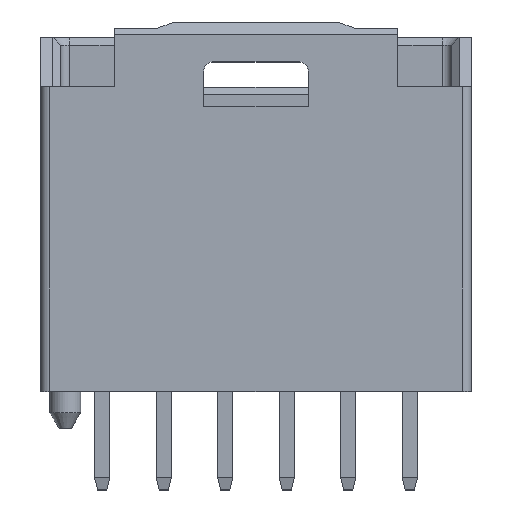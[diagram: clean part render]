
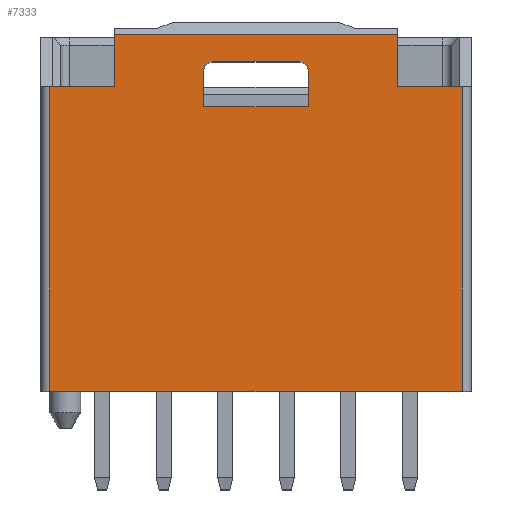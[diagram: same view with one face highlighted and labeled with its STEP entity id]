
A CAD part, top view. The second image highlights one B-rep face of the part: STEP entity #7333.
In plain terms, the highlighted planar face has unit normal (0, 0, 1).
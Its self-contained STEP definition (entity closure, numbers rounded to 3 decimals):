
#2246=DIRECTION('',(0.,-1.,0.));
#2247=VECTOR('',#2246,1.15);
#2248=CARTESIAN_POINT('',(-1.7,2.825,4.4));
#2249=LINE('',#2248,#2247);
#2250=DIRECTION('',(1.,0.,0.));
#2251=VECTOR('',#2250,3.4);
#2252=CARTESIAN_POINT('',(-1.7,1.675,4.4));
#2253=LINE('',#2252,#2251);
#2254=DIRECTION('',(0.,1.,0.));
#2255=VECTOR('',#2254,1.15);
#2256=CARTESIAN_POINT('',(1.7,1.675,4.4));
#2257=LINE('',#2256,#2255);
#2258=CARTESIAN_POINT('',(1.4,2.825,4.4));
#2259=DIRECTION('',(0.,0.,1.));
#2260=DIRECTION('',(1.,0.,0.));
#2261=AXIS2_PLACEMENT_3D('',#2258,#2259,#2260);
#2263=DIRECTION('',(-1.,0.,0.));
#2264=VECTOR('',#2263,2.8);
#2265=CARTESIAN_POINT('',(1.4,3.125,4.4));
#2266=LINE('',#2265,#2264);
#2267=CARTESIAN_POINT('',(-1.4,2.825,4.4));
#2268=DIRECTION('',(0.,0.,1.));
#2269=DIRECTION('',(0.,1.,0.));
#2270=AXIS2_PLACEMENT_3D('',#2267,#2268,#2269);
#2272=DIRECTION('',(0.,1.,0.));
#2273=VECTOR('',#2272,9.9);
#2274=CARTESIAN_POINT('',(6.7,-7.575,4.4));
#2275=LINE('',#2274,#2273);
#2276=DIRECTION('',(-1.,0.,0.));
#2277=VECTOR('',#2276,13.4);
#2278=CARTESIAN_POINT('',(6.7,-7.575,4.4));
#2279=LINE('',#2278,#2277);
#2280=DIRECTION('',(0.,1.,0.));
#2281=VECTOR('',#2280,9.9);
#2282=CARTESIAN_POINT('',(-6.7,-7.575,4.4));
#2283=LINE('',#2282,#2281);
#2284=DIRECTION('',(1.,0.,0.));
#2285=VECTOR('',#2284,2.1);
#2286=CARTESIAN_POINT('',(-6.7,2.325,4.4));
#2287=LINE('',#2286,#2285);
#2288=DIRECTION('',(1.,0.,0.));
#2289=VECTOR('',#2288,9.2);
#2290=CARTESIAN_POINT('',(-4.6,4.025,4.4));
#2291=LINE('',#2290,#2289);
#2292=DIRECTION('',(1.,0.,0.));
#2293=VECTOR('',#2292,2.1);
#2294=CARTESIAN_POINT('',(4.6,2.325,4.4));
#2295=LINE('',#2294,#2293);
#2446=DIRECTION('',(0.,-1.,0.));
#2447=VECTOR('',#2446,1.7);
#2448=CARTESIAN_POINT('',(4.6,4.025,4.4));
#2449=LINE('',#2448,#2447);
#2462=DIRECTION('',(0.,-1.,0.));
#2463=VECTOR('',#2462,1.7);
#2464=CARTESIAN_POINT('',(-4.6,4.025,4.4));
#2465=LINE('',#2464,#2463);
#2979=CARTESIAN_POINT('',(6.7,2.325,4.4));
#2981=VERTEX_POINT('',#2979);
#2985=CARTESIAN_POINT('',(6.7,-7.575,4.4));
#2986=VERTEX_POINT('',#2985);
#3005=CARTESIAN_POINT('',(-6.7,2.325,4.4));
#3006=CARTESIAN_POINT('',(-4.6,2.325,4.4));
#3007=VERTEX_POINT('',#3005);
#3008=VERTEX_POINT('',#3006);
#3009=CARTESIAN_POINT('',(4.6,2.325,4.4));
#3010=VERTEX_POINT('',#3009);
#3111=CARTESIAN_POINT('',(-1.7,2.825,4.4));
#3112=CARTESIAN_POINT('',(-1.7,1.675,4.4));
#3113=VERTEX_POINT('',#3111);
#3114=VERTEX_POINT('',#3112);
#3115=CARTESIAN_POINT('',(1.7,1.675,4.4));
#3116=CARTESIAN_POINT('',(1.7,2.825,4.4));
#3117=VERTEX_POINT('',#3115);
#3118=VERTEX_POINT('',#3116);
#3119=CARTESIAN_POINT('',(1.4,3.125,4.4));
#3120=CARTESIAN_POINT('',(-1.4,3.125,4.4));
#3121=VERTEX_POINT('',#3119);
#3122=VERTEX_POINT('',#3120);
#3289=CARTESIAN_POINT('',(-4.6,4.025,4.4));
#3290=CARTESIAN_POINT('',(4.6,4.025,4.4));
#3291=VERTEX_POINT('',#3289);
#3292=VERTEX_POINT('',#3290);
#3725=CARTESIAN_POINT('',(-6.7,-7.575,4.4));
#3726=VERTEX_POINT('',#3725);
#7300=CARTESIAN_POINT('',(0.,0.,4.4));
#7301=DIRECTION('',(0.,0.,1.));
#7302=DIRECTION('',(1.,0.,0.));
#7303=AXIS2_PLACEMENT_3D('',#7300,#7301,#7302);
#7304=PLANE('',#7303);
#7305=ORIENTED_EDGE('',*,*,#7237,.F.);
#7306=ORIENTED_EDGE('',*,*,#3797,.T.);
#7308=ORIENTED_EDGE('',*,*,#7307,.T.);
#7309=ORIENTED_EDGE('',*,*,#7293,.T.);
#7311=ORIENTED_EDGE('',*,*,#7310,.F.);
#7313=ORIENTED_EDGE('',*,*,#7312,.T.);
#7315=ORIENTED_EDGE('',*,*,#7314,.T.);
#7316=ORIENTED_EDGE('',*,*,#7248,.T.);
#7317=EDGE_LOOP('',(#7305,#7306,#7308,#7309,#7311,#7313,#7315,#7316));
#7318=FACE_OUTER_BOUND('',#7317,.F.);
#7320=ORIENTED_EDGE('',*,*,#7319,.T.);
#7322=ORIENTED_EDGE('',*,*,#7321,.T.);
#7324=ORIENTED_EDGE('',*,*,#7323,.T.);
#7326=ORIENTED_EDGE('',*,*,#7325,.T.);
#7328=ORIENTED_EDGE('',*,*,#7327,.T.);
#7330=ORIENTED_EDGE('',*,*,#7329,.T.);
#7331=EDGE_LOOP('',(#7320,#7322,#7324,#7326,#7328,#7330));
#7332=FACE_BOUND('',#7331,.F.);
#7333=ADVANCED_FACE('',(#7318,#7332),#7304,.T.);
#2262=CIRCLE('',#2261,0.3);
#2271=CIRCLE('',#2270,0.3);
#3797=EDGE_CURVE('',#2986,#3726,#2279,.T.);
#7237=EDGE_CURVE('',#2986,#2981,#2275,.T.);
#7248=EDGE_CURVE('',#3010,#2981,#2295,.T.);
#7293=EDGE_CURVE('',#3007,#3008,#2287,.T.);
#7307=EDGE_CURVE('',#3726,#3007,#2283,.T.);
#7310=EDGE_CURVE('',#3291,#3008,#2465,.T.);
#7312=EDGE_CURVE('',#3291,#3292,#2291,.T.);
#7314=EDGE_CURVE('',#3292,#3010,#2449,.T.);
#7319=EDGE_CURVE('',#3113,#3114,#2249,.T.);
#7321=EDGE_CURVE('',#3114,#3117,#2253,.T.);
#7323=EDGE_CURVE('',#3117,#3118,#2257,.T.);
#7325=EDGE_CURVE('',#3118,#3121,#2262,.T.);
#7327=EDGE_CURVE('',#3121,#3122,#2266,.T.);
#7329=EDGE_CURVE('',#3122,#3113,#2271,.T.);
